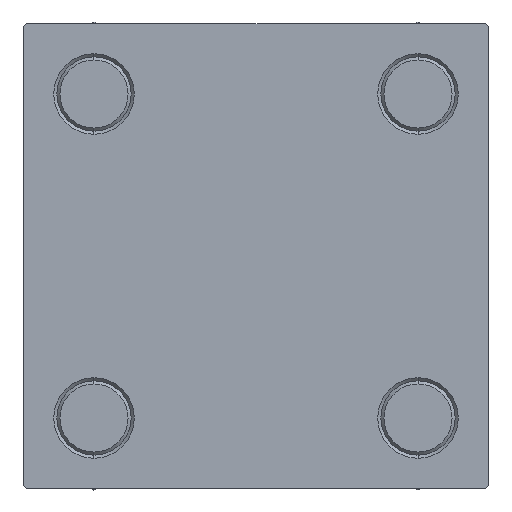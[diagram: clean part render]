
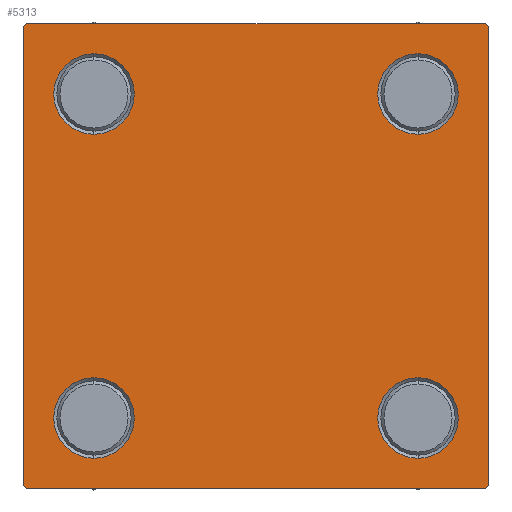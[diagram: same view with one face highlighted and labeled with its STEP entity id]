
A CAD part, left-side view. The second image highlights one B-rep face of the part: STEP entity #5313.
In plain terms, the highlighted planar face has unit normal (-1, 0, 0).
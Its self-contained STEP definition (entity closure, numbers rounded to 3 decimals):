
#137 = LINE ( 'NONE', #25429, #16745 ) ;
#340 = CIRCLE ( 'NONE', #42934, 6.5 ) ;
#751 = EDGE_CURVE ( 'NONE', #10937, #1091, #45807, .T. ) ;
#1014 = CARTESIAN_POINT ( 'NONE',  ( 0., 37.5, -37.5 ) ) ;
#1091 = VERTEX_POINT ( 'NONE', #6460 ) ;
#1469 = CARTESIAN_POINT ( 'NONE',  ( 0., -37.25, 37.25 ) ) ;
#1493 = EDGE_CURVE ( 'NONE', #1091, #10937, #9680, .T. ) ;
#1595 = CARTESIAN_POINT ( 'NONE',  ( 0., -26.15, -26.15 ) ) ;
#2222 = LINE ( 'NONE', #1469, #5391 ) ;
#2584 = ORIENTED_EDGE ( 'NONE', *, *, #33253, .T. ) ;
#3648 = LINE ( 'NONE', #7155, #34423 ) ;
#5313 = ADVANCED_FACE ( 'NONE', ( #19647, #34456, #42500, #23923, #29973 ), #45771, .T. ) ;
#5391 = VECTOR ( 'NONE', #21378, 1000. ) ;
#6163 = CARTESIAN_POINT ( 'NONE',  ( 0., 37., 37.5 ) ) ;
#6460 = CARTESIAN_POINT ( 'NONE',  ( 0., -26.15, 32.65 ) ) ;
#6498 = AXIS2_PLACEMENT_3D ( 'NONE', #8305, #39249, #31703 ) ;
#6663 = VERTEX_POINT ( 'NONE', #37376 ) ;
#7155 = CARTESIAN_POINT ( 'NONE',  ( 0., -37.25, -37.25 ) ) ;
#7274 = EDGE_LOOP ( 'NONE', ( #23938, #20684 ) ) ;
#8305 = CARTESIAN_POINT ( 'NONE',  ( 0., -26.15, 26.15 ) ) ;
#8990 = AXIS2_PLACEMENT_3D ( 'NONE', #12070, #19898, #42256 ) ;
#9309 = DIRECTION ( 'NONE',  ( 0., 0., -1. ) ) ;
#9515 = DIRECTION ( 'NONE',  ( 1., 0., 0. ) ) ;
#9680 = CIRCLE ( 'NONE', #6498, 6.5 ) ;
#10275 = CARTESIAN_POINT ( 'NONE',  ( 0., -37., 37.5 ) ) ;
#10470 = VERTEX_POINT ( 'NONE', #37695 ) ;
#10560 = CARTESIAN_POINT ( 'NONE',  ( 0., 26.15, 26.15 ) ) ;
#10937 = VERTEX_POINT ( 'NONE', #28002 ) ;
#11161 = CARTESIAN_POINT ( 'NONE',  ( 0., -37.5, 37. ) ) ;
#11224 = EDGE_CURVE ( 'NONE', #19079, #47219, #35222, .T. ) ;
#11271 = CIRCLE ( 'NONE', #39373, 6.5 ) ;
#11500 = CARTESIAN_POINT ( 'NONE',  ( 0., 26.15, -26.15 ) ) ;
#11745 = DIRECTION ( 'NONE',  ( 1., 0., 0. ) ) ;
#12070 = CARTESIAN_POINT ( 'NONE',  ( 0., 0., 0. ) ) ;
#12339 = DIRECTION ( 'NONE',  ( 0., -1., 0. ) ) ;
#12678 = CARTESIAN_POINT ( 'NONE',  ( 0., 37.25, -37.25 ) ) ;
#12937 = DIRECTION ( 'NONE',  ( 1., 0., 0. ) ) ;
#13595 = CARTESIAN_POINT ( 'NONE',  ( 0., 37.5, 37.5 ) ) ;
#14082 = CARTESIAN_POINT ( 'NONE',  ( 0., -26.15, -19.65 ) ) ;
#14185 = EDGE_CURVE ( 'NONE', #47749, #20852, #340, .T. ) ;
#14206 = CARTESIAN_POINT ( 'NONE',  ( 0., -37.5, -37. ) ) ;
#14609 = AXIS2_PLACEMENT_3D ( 'NONE', #31807, #12937, #23565 ) ;
#15173 = VERTEX_POINT ( 'NONE', #14082 ) ;
#15334 = CARTESIAN_POINT ( 'NONE',  ( 0., 37.5, -37. ) ) ;
#16745 = VECTOR ( 'NONE', #17870, 1000. ) ;
#16961 = DIRECTION ( 'NONE',  ( 1., 0., 0. ) ) ;
#17216 = ORIENTED_EDGE ( 'NONE', *, *, #751, .T. ) ;
#17870 = DIRECTION ( 'NONE',  ( 0., 0.707, -0.707 ) ) ;
#17967 = CARTESIAN_POINT ( 'NONE',  ( 0., 26.15, 19.65 ) ) ;
#18087 = EDGE_LOOP ( 'NONE', ( #40875, #17216 ) ) ;
#18824 = LINE ( 'NONE', #48235, #30443 ) ;
#19079 = VERTEX_POINT ( 'NONE', #34469 ) ;
#19217 = CARTESIAN_POINT ( 'NONE',  ( 0., 26.15, -32.65 ) ) ;
#19647 = FACE_BOUND ( 'NONE', #18087, .T. ) ;
#19667 = CARTESIAN_POINT ( 'NONE',  ( 0., -26.15, 26.15 ) ) ;
#19898 = DIRECTION ( 'NONE',  ( -1., 0., 0. ) ) ;
#20011 = ORIENTED_EDGE ( 'NONE', *, *, #33931, .T. ) ;
#20206 = AXIS2_PLACEMENT_3D ( 'NONE', #1595, #16961, #32283 ) ;
#20684 = ORIENTED_EDGE ( 'NONE', *, *, #49663, .T. ) ;
#20852 = VERTEX_POINT ( 'NONE', #35300 ) ;
#21277 = VERTEX_POINT ( 'NONE', #11161 ) ;
#21378 = DIRECTION ( 'NONE',  ( 0., 0.707, 0.707 ) ) ;
#21864 = DIRECTION ( 'NONE',  ( 0., -1., 0. ) ) ;
#22050 = VERTEX_POINT ( 'NONE', #6163 ) ;
#23340 = DIRECTION ( 'NONE',  ( 0., 0., -1. ) ) ;
#23565 = DIRECTION ( 'NONE',  ( 0., 0., 1. ) ) ;
#23923 = FACE_BOUND ( 'NONE', #7274, .T. ) ;
#23938 = ORIENTED_EDGE ( 'NONE', *, *, #45216, .T. ) ;
#23944 = DIRECTION ( 'NONE',  ( 0., 0., 1. ) ) ;
#24411 = CARTESIAN_POINT ( 'NONE',  ( 0., -26.15, -26.15 ) ) ;
#24656 = DIRECTION ( 'NONE',  ( 0., 0., 1. ) ) ;
#24838 = AXIS2_PLACEMENT_3D ( 'NONE', #11500, #11745, #38159 ) ;
#25429 = CARTESIAN_POINT ( 'NONE',  ( 0., 37.25, 37.25 ) ) ;
#26187 = EDGE_LOOP ( 'NONE', ( #29461, #29606 ) ) ;
#26622 = CIRCLE ( 'NONE', #27407, 6.5 ) ;
#27407 = AXIS2_PLACEMENT_3D ( 'NONE', #24411, #9515, #24656 ) ;
#27692 = CARTESIAN_POINT ( 'NONE',  ( 0., 26.15, -26.15 ) ) ;
#28002 = CARTESIAN_POINT ( 'NONE',  ( 0., -26.15, 19.65 ) ) ;
#28531 = ORIENTED_EDGE ( 'NONE', *, *, #41727, .F. ) ;
#28694 = VECTOR ( 'NONE', #9309, 1000. ) ;
#29461 = ORIENTED_EDGE ( 'NONE', *, *, #37350, .T. ) ;
#29606 = ORIENTED_EDGE ( 'NONE', *, *, #14185, .T. ) ;
#29717 = VERTEX_POINT ( 'NONE', #41104 ) ;
#29973 = FACE_OUTER_BOUND ( 'NONE', #48952, .T. ) ;
#30089 = EDGE_LOOP ( 'NONE', ( #42091, #31762 ) ) ;
#30443 = VECTOR ( 'NONE', #21864, 1000. ) ;
#30839 = LINE ( 'NONE', #41677, #33639 ) ;
#31703 = DIRECTION ( 'NONE',  ( 0., 0., 1. ) ) ;
#31762 = ORIENTED_EDGE ( 'NONE', *, *, #47214, .T. ) ;
#31807 = CARTESIAN_POINT ( 'NONE',  ( 0., 26.15, 26.15 ) ) ;
#32181 = DIRECTION ( 'NONE',  ( 0., 0., 1. ) ) ;
#32283 = DIRECTION ( 'NONE',  ( 0., 0., 1. ) ) ;
#32942 = DIRECTION ( 'NONE',  ( 1., 0., 0. ) ) ;
#32963 = EDGE_CURVE ( 'NONE', #29717, #36145, #36487, .T. ) ;
#33253 = EDGE_CURVE ( 'NONE', #21277, #39076, #2222, .T. ) ;
#33463 = ORIENTED_EDGE ( 'NONE', *, *, #40536, .T. ) ;
#33639 = VECTOR ( 'NONE', #23340, 1000. ) ;
#33931 = EDGE_CURVE ( 'NONE', #36145, #19079, #40075, .T. ) ;
#33972 = VERTEX_POINT ( 'NONE', #17967 ) ;
#34355 = VECTOR ( 'NONE', #39826, 1000. ) ;
#34423 = VECTOR ( 'NONE', #45381, 1000. ) ;
#34456 = FACE_BOUND ( 'NONE', #30089, .T. ) ;
#34469 = CARTESIAN_POINT ( 'NONE',  ( 0., 37., -37.5 ) ) ;
#34631 = CIRCLE ( 'NONE', #20206, 6.5 ) ;
#34773 = VECTOR ( 'NONE', #12339, 1000. ) ;
#35222 = LINE ( 'NONE', #1014, #34773 ) ;
#35300 = CARTESIAN_POINT ( 'NONE',  ( 0., 26.15, -19.65 ) ) ;
#36044 = CIRCLE ( 'NONE', #24838, 6.5 ) ;
#36145 = VERTEX_POINT ( 'NONE', #15334 ) ;
#36487 = LINE ( 'NONE', #13595, #28694 ) ;
#36759 = EDGE_CURVE ( 'NONE', #47219, #40810, #3648, .T. ) ;
#37350 = EDGE_CURVE ( 'NONE', #20852, #47749, #36044, .T. ) ;
#37376 = CARTESIAN_POINT ( 'NONE',  ( 0., -26.15, -32.65 ) ) ;
#37695 = CARTESIAN_POINT ( 'NONE',  ( 0., 26.15, 32.65 ) ) ;
#38159 = DIRECTION ( 'NONE',  ( 0., 0., 1. ) ) ;
#39076 = VERTEX_POINT ( 'NONE', #10275 ) ;
#39241 = DIRECTION ( 'NONE',  ( 1., 0., 0. ) ) ;
#39249 = DIRECTION ( 'NONE',  ( 1., 0., 0. ) ) ;
#39373 = AXIS2_PLACEMENT_3D ( 'NONE', #10560, #32942, #40501 ) ;
#39826 = DIRECTION ( 'NONE',  ( 0., -0.707, -0.707 ) ) ;
#39956 = CARTESIAN_POINT ( 'NONE',  ( 0., -37., -37.5 ) ) ;
#40075 = LINE ( 'NONE', #12678, #34355 ) ;
#40501 = DIRECTION ( 'NONE',  ( 0., 0., 1. ) ) ;
#40536 = EDGE_CURVE ( 'NONE', #22050, #29717, #137, .T. ) ;
#40810 = VERTEX_POINT ( 'NONE', #14206 ) ;
#40875 = ORIENTED_EDGE ( 'NONE', *, *, #1493, .T. ) ;
#41014 = AXIS2_PLACEMENT_3D ( 'NONE', #19667, #39241, #32181 ) ;
#41104 = CARTESIAN_POINT ( 'NONE',  ( 0., 37.5, 37. ) ) ;
#41677 = CARTESIAN_POINT ( 'NONE',  ( 0., -37.5, 37.5 ) ) ;
#41727 = EDGE_CURVE ( 'NONE', #21277, #40810, #30839, .T. ) ;
#41926 = CIRCLE ( 'NONE', #14609, 6.5 ) ;
#42091 = ORIENTED_EDGE ( 'NONE', *, *, #46658, .T. ) ;
#42256 = DIRECTION ( 'NONE',  ( 0., 0., 1. ) ) ;
#42500 = FACE_BOUND ( 'NONE', #26187, .T. ) ;
#42556 = EDGE_CURVE ( 'NONE', #22050, #39076, #18824, .T. ) ;
#42934 = AXIS2_PLACEMENT_3D ( 'NONE', #27692, #47278, #23944 ) ;
#45216 = EDGE_CURVE ( 'NONE', #10470, #33972, #11271, .T. ) ;
#45381 = DIRECTION ( 'NONE',  ( 0., -0.707, 0.707 ) ) ;
#45771 = PLANE ( 'NONE',  #8990 ) ;
#45807 = CIRCLE ( 'NONE', #41014, 6.5 ) ;
#46658 = EDGE_CURVE ( 'NONE', #15173, #6663, #34631, .T. ) ;
#47214 = EDGE_CURVE ( 'NONE', #6663, #15173, #26622, .T. ) ;
#47219 = VERTEX_POINT ( 'NONE', #39956 ) ;
#47278 = DIRECTION ( 'NONE',  ( 1., 0., 0. ) ) ;
#47749 = VERTEX_POINT ( 'NONE', #19217 ) ;
#48088 = ORIENTED_EDGE ( 'NONE', *, *, #42556, .F. ) ;
#48235 = CARTESIAN_POINT ( 'NONE',  ( 0., 37.5, 37.5 ) ) ;
#48349 = ORIENTED_EDGE ( 'NONE', *, *, #36759, .T. ) ;
#48952 = EDGE_LOOP ( 'NONE', ( #49125, #20011, #49403, #48349, #28531, #2584, #48088, #33463 ) ) ;
#49125 = ORIENTED_EDGE ( 'NONE', *, *, #32963, .T. ) ;
#49403 = ORIENTED_EDGE ( 'NONE', *, *, #11224, .T. ) ;
#49663 = EDGE_CURVE ( 'NONE', #33972, #10470, #41926, .T. ) ;
